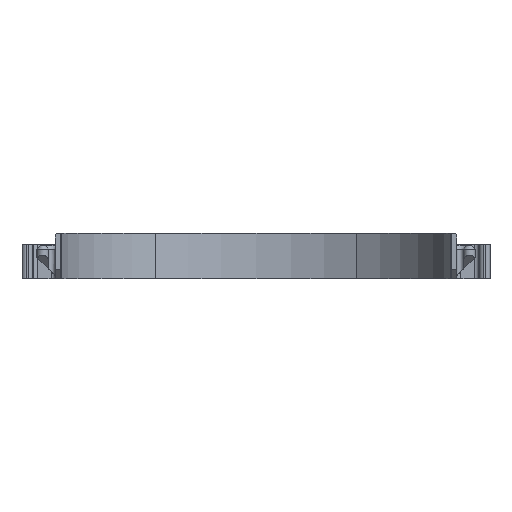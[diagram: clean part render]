
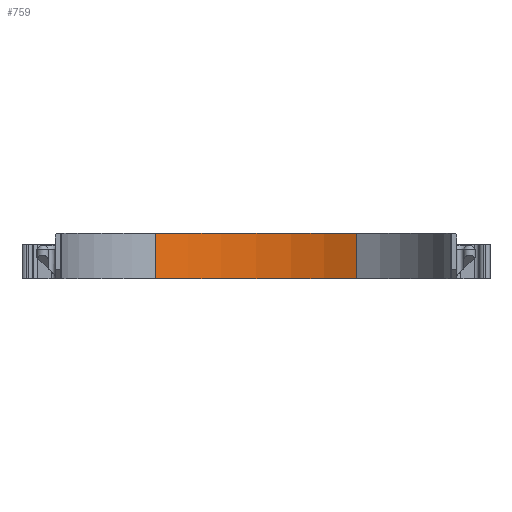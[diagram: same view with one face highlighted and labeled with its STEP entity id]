
A CAD part, front view. The second image highlights one B-rep face of the part: STEP entity #759.
In plain terms, the highlighted cylindrical face has radius 98.5 mm (diameter 197 mm), a partial arc.
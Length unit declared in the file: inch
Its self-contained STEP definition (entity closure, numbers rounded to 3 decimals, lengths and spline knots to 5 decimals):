
#33 = AXIS2_PLACEMENT_3D ( 'NONE', #3088, #4690, #688 ) ;
#638 = VECTOR ( 'NONE', #3209, 39.37008 ) ;
#648 = VECTOR ( 'NONE', #4526, 39.37008 ) ;
#688 = DIRECTION ( 'NONE',  ( 1., 0., 0. ) ) ;
#759 = ADVANCED_FACE ( 'NONE', ( #2176 ), #3766, .F. ) ;
#812 = CARTESIAN_POINT ( 'NONE',  ( 34.97188, 1.02102, -0.3937 ) ) ;
#888 = VERTEX_POINT ( 'NONE', #1159 ) ;
#1159 = CARTESIAN_POINT ( 'NONE',  ( 31.52482, 1.02102, -0.3937 ) ) ;
#1559 = EDGE_CURVE ( 'NONE', #888, #1817, #2271, .T. ) ;
#1604 = CIRCLE ( 'NONE', #4519, 3.87795 ) ;
#1685 = VERTEX_POINT ( 'NONE', #2007 ) ;
#1772 = CARTESIAN_POINT ( 'NONE',  ( 31.52482, 1.02102, 0.3937 ) ) ;
#1796 = CARTESIAN_POINT ( 'NONE',  ( 33.24835, -2.45287, 0. ) ) ;
#1817 = VERTEX_POINT ( 'NONE', #812 ) ;
#1891 = DIRECTION ( 'NONE',  ( 1., 0., 0. ) ) ;
#2007 = CARTESIAN_POINT ( 'NONE',  ( 34.97188, 1.02102, 0.3937 ) ) ;
#2075 = ORIENTED_EDGE ( 'NONE', *, *, #1559, .T. ) ;
#2082 = EDGE_CURVE ( 'NONE', #4803, #1685, #1604, .T. ) ;
#2176 = FACE_OUTER_BOUND ( 'NONE', #4723, .T. ) ;
#2194 = ORIENTED_EDGE ( 'NONE', *, *, #2082, .F. ) ;
#2271 = CIRCLE ( 'NONE', #33, 3.87795 ) ;
#2320 = DIRECTION ( 'NONE',  ( 0., 0., -1. ) ) ;
#2374 = CARTESIAN_POINT ( 'NONE',  ( 33.24835, -2.45287, 0.3937 ) ) ;
#2487 = LINE ( 'NONE', #4472, #638 ) ;
#2515 = CARTESIAN_POINT ( 'NONE',  ( 31.52482, 1.02102, 0. ) ) ;
#2720 = DIRECTION ( 'NONE',  ( 0.444, 0.896, 0. ) ) ;
#2907 = AXIS2_PLACEMENT_3D ( 'NONE', #1796, #2975, #2720 ) ;
#2927 = ORIENTED_EDGE ( 'NONE', *, *, #4871, .T. ) ;
#2975 = DIRECTION ( 'NONE',  ( 0., 0., 1. ) ) ;
#2980 = LINE ( 'NONE', #2515, #648 ) ;
#3088 = CARTESIAN_POINT ( 'NONE',  ( 33.24835, -2.45287, -0.3937 ) ) ;
#3209 = DIRECTION ( 'NONE',  ( 0., 0., -1. ) ) ;
#3697 = EDGE_CURVE ( 'NONE', #1685, #1817, #2487, .T. ) ;
#3766 = CYLINDRICAL_SURFACE ( 'NONE', #2907, 3.87795 ) ;
#4472 = CARTESIAN_POINT ( 'NONE',  ( 34.97188, 1.02102, 0. ) ) ;
#4519 = AXIS2_PLACEMENT_3D ( 'NONE', #2374, #2320, #1891 ) ;
#4526 = DIRECTION ( 'NONE',  ( 0., 0., -1. ) ) ;
#4690 = DIRECTION ( 'NONE',  ( 0., 0., -1. ) ) ;
#4723 = EDGE_LOOP ( 'NONE', ( #2194, #2927, #2075, #4747 ) ) ;
#4747 = ORIENTED_EDGE ( 'NONE', *, *, #3697, .F. ) ;
#4803 = VERTEX_POINT ( 'NONE', #1772 ) ;
#4871 = EDGE_CURVE ( 'NONE', #4803, #888, #2980, .T. ) ;
